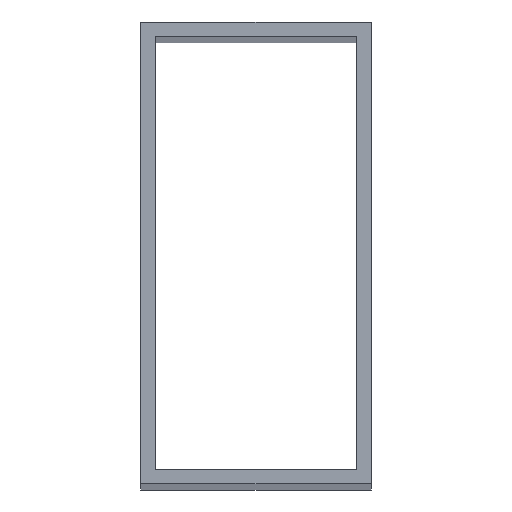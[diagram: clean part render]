
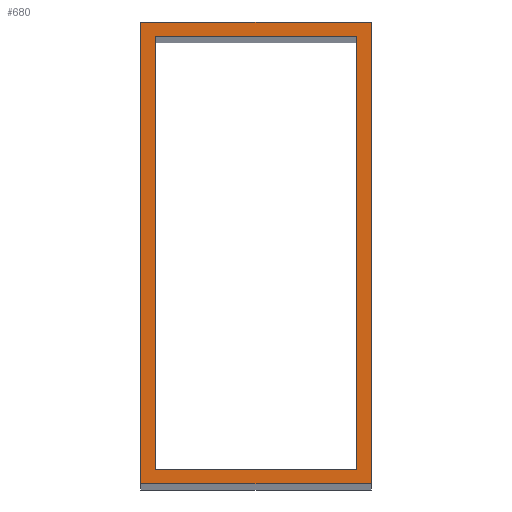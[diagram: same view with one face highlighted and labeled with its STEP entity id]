
A CAD part, top view. The second image highlights one B-rep face of the part: STEP entity #680.
In plain terms, the highlighted planar face has unit normal (0, 0, 1).
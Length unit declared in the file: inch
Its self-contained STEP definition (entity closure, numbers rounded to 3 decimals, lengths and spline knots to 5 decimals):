
#4 = EDGE_CURVE ( 'NONE', #687, #1503, #370, .T. ) ;
#8 = LINE ( 'NONE', #778, #1231 ) ;
#134 = CARTESIAN_POINT ( 'NONE',  ( -0.5, -1., 8. ) ) ;
#152 = CARTESIAN_POINT ( 'NONE',  ( 0., 0., 8. ) ) ;
#154 = VECTOR ( 'NONE', #1149, 39.37008 ) ;
#187 = CARTESIAN_POINT ( 'NONE',  ( 0.4375, 0.9375, 8. ) ) ;
#218 = EDGE_CURVE ( 'NONE', #1136, #1898, #1567, .T. ) ;
#240 = LINE ( 'NONE', #1500, #928 ) ;
#329 = VECTOR ( 'NONE', #1626, 39.37008 ) ;
#343 = ORIENTED_EDGE ( 'NONE', *, *, #779, .F. ) ;
#370 = LINE ( 'NONE', #1948, #154 ) ;
#444 = DIRECTION ( 'NONE',  ( 1., 0., 0. ) ) ;
#473 = EDGE_LOOP ( 'NONE', ( #1422, #1015, #597, #1709 ) ) ;
#526 = FACE_OUTER_BOUND ( 'NONE', #473, .T. ) ;
#597 = ORIENTED_EDGE ( 'NONE', *, *, #4, .T. ) ;
#604 = VECTOR ( 'NONE', #1074, 39.37008 ) ;
#613 = EDGE_CURVE ( 'NONE', #1503, #1403, #1562, .T. ) ;
#647 = CARTESIAN_POINT ( 'NONE',  ( -0.5, 1., 8. ) ) ;
#680 = ADVANCED_FACE ( 'NONE', ( #526, #1931 ), #1914, .F. ) ;
#687 = VERTEX_POINT ( 'NONE', #647 ) ;
#736 = ORIENTED_EDGE ( 'NONE', *, *, #1470, .F. ) ;
#757 = VECTOR ( 'NONE', #444, 39.37008 ) ;
#778 = CARTESIAN_POINT ( 'NONE',  ( 0.4375, -0.9375, 8. ) ) ;
#779 = EDGE_CURVE ( 'NONE', #1475, #1550, #1146, .T. ) ;
#783 = CARTESIAN_POINT ( 'NONE',  ( 0.4375, 0.9375, 8. ) ) ;
#787 = DIRECTION ( 'NONE',  ( 0., 0., -1. ) ) ;
#853 = CARTESIAN_POINT ( 'NONE',  ( 0.5, -1., 8. ) ) ;
#928 = VECTOR ( 'NONE', #1346, 39.37008 ) ;
#984 = CARTESIAN_POINT ( 'NONE',  ( 0.4375, -0.9375, 8. ) ) ;
#1015 = ORIENTED_EDGE ( 'NONE', *, *, #1434, .T. ) ;
#1051 = CARTESIAN_POINT ( 'NONE',  ( -0.4375, -0.9375, 8. ) ) ;
#1074 = DIRECTION ( 'NONE',  ( 0., -1., 0. ) ) ;
#1123 = DIRECTION ( 'NONE',  ( -1., 0., 0. ) ) ;
#1133 = VECTOR ( 'NONE', #1988, 39.37008 ) ;
#1136 = VERTEX_POINT ( 'NONE', #783 ) ;
#1138 = DIRECTION ( 'NONE',  ( -1., 0., 0. ) ) ;
#1146 = LINE ( 'NONE', #984, #329 ) ;
#1149 = DIRECTION ( 'NONE',  ( 0., -1., 0. ) ) ;
#1160 = AXIS2_PLACEMENT_3D ( 'NONE', #152, #787, #1123 ) ;
#1231 = VECTOR ( 'NONE', #1565, 39.37008 ) ;
#1245 = CARTESIAN_POINT ( 'NONE',  ( -0.4375, -0.9375, 8. ) ) ;
#1288 = LINE ( 'NONE', #1786, #1133 ) ;
#1310 = ORIENTED_EDGE ( 'NONE', *, *, #218, .F. ) ;
#1346 = DIRECTION ( 'NONE',  ( -1., 0., 0. ) ) ;
#1403 = VERTEX_POINT ( 'NONE', #853 ) ;
#1406 = CARTESIAN_POINT ( 'NONE',  ( 0.5, 1., 8. ) ) ;
#1422 = ORIENTED_EDGE ( 'NONE', *, *, #2041, .T. ) ;
#1434 = EDGE_CURVE ( 'NONE', #1911, #687, #240, .T. ) ;
#1470 = EDGE_CURVE ( 'NONE', #1898, #1475, #1553, .T. ) ;
#1475 = VERTEX_POINT ( 'NONE', #1051 ) ;
#1486 = VECTOR ( 'NONE', #1138, 39.37008 ) ;
#1500 = CARTESIAN_POINT ( 'NONE',  ( -0.5, 1., 8. ) ) ;
#1503 = VERTEX_POINT ( 'NONE', #1866 ) ;
#1550 = VERTEX_POINT ( 'NONE', #1738 ) ;
#1553 = LINE ( 'NONE', #1245, #604 ) ;
#1562 = LINE ( 'NONE', #134, #757 ) ;
#1565 = DIRECTION ( 'NONE',  ( 0., 1., 0. ) ) ;
#1567 = LINE ( 'NONE', #187, #1486 ) ;
#1611 = EDGE_LOOP ( 'NONE', ( #736, #1310, #1813, #343 ) ) ;
#1626 = DIRECTION ( 'NONE',  ( 1., 0., 0. ) ) ;
#1709 = ORIENTED_EDGE ( 'NONE', *, *, #613, .T. ) ;
#1735 = CARTESIAN_POINT ( 'NONE',  ( -0.4375, 0.9375, 8. ) ) ;
#1738 = CARTESIAN_POINT ( 'NONE',  ( 0.4375, -0.9375, 8. ) ) ;
#1786 = CARTESIAN_POINT ( 'NONE',  ( 0.5, -1., 8. ) ) ;
#1809 = EDGE_CURVE ( 'NONE', #1550, #1136, #8, .T. ) ;
#1813 = ORIENTED_EDGE ( 'NONE', *, *, #1809, .F. ) ;
#1866 = CARTESIAN_POINT ( 'NONE',  ( -0.5, -1., 8. ) ) ;
#1898 = VERTEX_POINT ( 'NONE', #1735 ) ;
#1911 = VERTEX_POINT ( 'NONE', #1406 ) ;
#1914 = PLANE ( 'NONE',  #1160 ) ;
#1931 = FACE_BOUND ( 'NONE', #1611, .T. ) ;
#1948 = CARTESIAN_POINT ( 'NONE',  ( -0.5, -1., 8. ) ) ;
#1988 = DIRECTION ( 'NONE',  ( 0., 1., 0. ) ) ;
#2041 = EDGE_CURVE ( 'NONE', #1403, #1911, #1288, .T. ) ;
